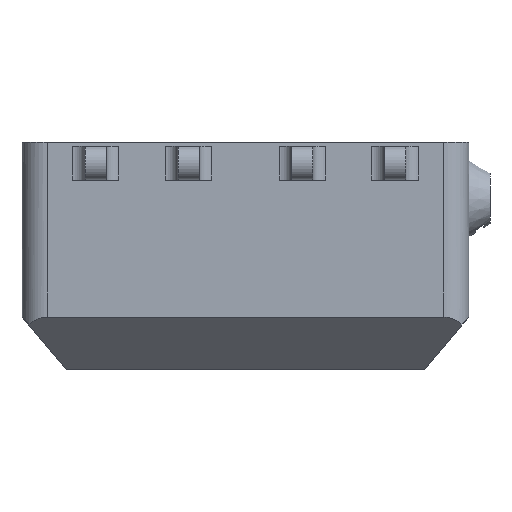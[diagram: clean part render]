
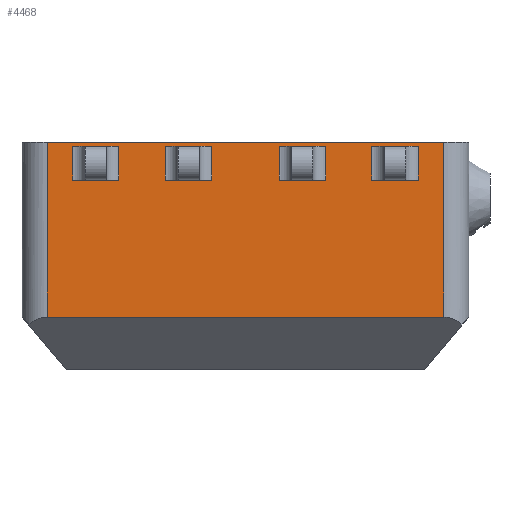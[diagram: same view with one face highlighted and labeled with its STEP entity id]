
A CAD part, left-side view. The second image highlights one B-rep face of the part: STEP entity #4468.
In plain terms, the highlighted planar face has unit normal (-1, 0, 0).
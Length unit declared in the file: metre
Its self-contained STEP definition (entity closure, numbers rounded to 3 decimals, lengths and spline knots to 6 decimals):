
#445=ORIENTED_EDGE('',*,*,#1765,.T.);
#446=ORIENTED_EDGE('',*,*,#1766,.T.);
#447=ORIENTED_EDGE('',*,*,#1767,.F.);
#448=ORIENTED_EDGE('',*,*,#1768,.T.);
#449=ORIENTED_EDGE('',*,*,#1769,.T.);
#450=ORIENTED_EDGE('',*,*,#1770,.T.);
#451=ORIENTED_EDGE('',*,*,#1771,.F.);
#452=ORIENTED_EDGE('',*,*,#1772,.T.);
#453=ORIENTED_EDGE('',*,*,#1773,.T.);
#454=ORIENTED_EDGE('',*,*,#1774,.F.);
#455=ORIENTED_EDGE('',*,*,#1775,.T.);
#456=ORIENTED_EDGE('',*,*,#1776,.T.);
#457=ORIENTED_EDGE('',*,*,#1777,.F.);
#458=ORIENTED_EDGE('',*,*,#1778,.T.);
#459=ORIENTED_EDGE('',*,*,#1779,.T.);
#460=ORIENTED_EDGE('',*,*,#1780,.T.);
#461=ORIENTED_EDGE('',*,*,#1781,.F.);
#462=ORIENTED_EDGE('',*,*,#1782,.T.);
#463=ORIENTED_EDGE('',*,*,#1783,.T.);
#464=ORIENTED_EDGE('',*,*,#1784,.T.);
#1765=EDGE_CURVE('',#2424,#2425,#2839,.T.);
#1766=EDGE_CURVE('',#2425,#2426,#2840,.F.);
#1767=EDGE_CURVE('',#2427,#2426,#2841,.T.);
#1768=EDGE_CURVE('',#2427,#2424,#2842,.T.);
#1769=EDGE_CURVE('',#2428,#2429,#2843,.T.);
#1770=EDGE_CURVE('',#2429,#2430,#2844,.F.);
#1771=EDGE_CURVE('',#2431,#2430,#2845,.T.);
#1772=EDGE_CURVE('',#2431,#2428,#2846,.T.);
#1773=EDGE_CURVE('',#2432,#2433,#2847,.F.);
#1774=EDGE_CURVE('',#2434,#2433,#2848,.T.);
#1775=EDGE_CURVE('',#2434,#2435,#2849,.T.);
#1776=EDGE_CURVE('',#2435,#2432,#2850,.F.);
#1777=EDGE_CURVE('',#2436,#2437,#2851,.T.);
#1778=EDGE_CURVE('',#2436,#2438,#2852,.F.);
#1779=EDGE_CURVE('',#2438,#2439,#2853,.T.);
#1780=EDGE_CURVE('',#2439,#2437,#2854,.T.);
#1781=EDGE_CURVE('',#2440,#2441,#2855,.T.);
#1782=EDGE_CURVE('',#2440,#2442,#2856,.F.);
#1783=EDGE_CURVE('',#2442,#2443,#2857,.T.);
#1784=EDGE_CURVE('',#2443,#2441,#2858,.T.);
#2424=VERTEX_POINT('',#6809);
#2425=VERTEX_POINT('',#6810);
#2426=VERTEX_POINT('',#6812);
#2427=VERTEX_POINT('',#6814);
#2428=VERTEX_POINT('',#6817);
#2429=VERTEX_POINT('',#6818);
#2430=VERTEX_POINT('',#6820);
#2431=VERTEX_POINT('',#6822);
#2432=VERTEX_POINT('',#6825);
#2433=VERTEX_POINT('',#6826);
#2434=VERTEX_POINT('',#6828);
#2435=VERTEX_POINT('',#6830);
#2436=VERTEX_POINT('',#6833);
#2437=VERTEX_POINT('',#6834);
#2438=VERTEX_POINT('',#6836);
#2439=VERTEX_POINT('',#6838);
#2440=VERTEX_POINT('',#6841);
#2441=VERTEX_POINT('',#6842);
#2442=VERTEX_POINT('',#6844);
#2443=VERTEX_POINT('',#6846);
#2839=LINE('',#6808,#3287);
#2840=LINE('',#6811,#3288);
#2841=LINE('',#6813,#3289);
#2842=LINE('',#6815,#3290);
#2843=LINE('',#6816,#3291);
#2844=LINE('',#6819,#3292);
#2845=LINE('',#6821,#3293);
#2846=LINE('',#6823,#3294);
#2847=LINE('',#6824,#3295);
#2848=LINE('',#6827,#3296);
#2849=LINE('',#6829,#3297);
#2850=LINE('',#6831,#3298);
#2851=LINE('',#6832,#3299);
#2852=LINE('',#6835,#3300);
#2853=LINE('',#6837,#3301);
#2854=LINE('',#6839,#3302);
#2855=LINE('',#6840,#3303);
#2856=LINE('',#6843,#3304);
#2857=LINE('',#6845,#3305);
#2858=LINE('',#6847,#3306);
#3287=VECTOR('',#5364,1.);
#3288=VECTOR('',#5365,1.);
#3289=VECTOR('',#5366,1.);
#3290=VECTOR('',#5367,1.);
#3291=VECTOR('',#5368,1.);
#3292=VECTOR('',#5369,1.);
#3293=VECTOR('',#5370,1.);
#3294=VECTOR('',#5371,1.);
#3295=VECTOR('',#5372,1.);
#3296=VECTOR('',#5373,1.);
#3297=VECTOR('',#5374,1.);
#3298=VECTOR('',#5375,1.);
#3299=VECTOR('',#5376,1.);
#3300=VECTOR('',#5377,1.);
#3301=VECTOR('',#5378,1.);
#3302=VECTOR('',#5379,1.);
#3303=VECTOR('',#5380,1.);
#3304=VECTOR('',#5381,1.);
#3305=VECTOR('',#5382,1.);
#3306=VECTOR('',#5383,1.);
#3670=EDGE_LOOP('',(#445,#446,#447,#448));
#3671=EDGE_LOOP('',(#449,#450,#451,#452));
#3672=EDGE_LOOP('',(#453,#454,#455,#456));
#3673=EDGE_LOOP('',(#457,#458,#459,#460));
#3674=EDGE_LOOP('',(#461,#462,#463,#464));
#3998=FACE_BOUND('',#3670,.T.);
#3999=FACE_BOUND('',#3671,.T.);
#4000=FACE_BOUND('',#3672,.T.);
#4001=FACE_BOUND('',#3673,.T.);
#4002=FACE_BOUND('',#3674,.T.);
#4311=PLANE('',#4768);
#4468=ADVANCED_FACE('',(#3998,#3999,#4000,#4001,#4002),#4311,.F.);
#4768=AXIS2_PLACEMENT_3D('',#6807,#5362,#5363);
#5362=DIRECTION('',(1.,0.,0.));
#5363=DIRECTION('',(0.,1.,0.));
#5364=DIRECTION('',(0.,-1.,0.));
#5365=DIRECTION('',(0.,0.,1.));
#5366=DIRECTION('',(0.,-1.,0.));
#5367=DIRECTION('',(0.,0.,1.));
#5368=DIRECTION('',(0.,-1.,0.));
#5369=DIRECTION('',(0.,0.,1.));
#5370=DIRECTION('',(0.,-1.,0.));
#5371=DIRECTION('',(0.,0.,1.));
#5372=DIRECTION('',(0.,0.,-1.));
#5373=DIRECTION('',(0.,-1.,0.));
#5374=DIRECTION('',(0.,0.,-1.));
#5375=DIRECTION('',(0.,1.,0.));
#5376=DIRECTION('',(0.,1.,0.));
#5377=DIRECTION('',(0.,0.,1.));
#5378=DIRECTION('',(0.,1.,0.));
#5379=DIRECTION('',(0.,0.,1.));
#5380=DIRECTION('',(0.,1.,0.));
#5381=DIRECTION('',(0.,0.,1.));
#5382=DIRECTION('',(0.,1.,0.));
#5383=DIRECTION('',(0.,0.,1.));
#6807=CARTESIAN_POINT('',(-0.035,0.,0.008));
#6808=CARTESIAN_POINT('',(-0.035,-0.011,0.035));
#6809=CARTESIAN_POINT('',(-0.035,-0.008,0.035));
#6810=CARTESIAN_POINT('',(-0.035,-0.019,0.035));
#6811=CARTESIAN_POINT('',(-0.035,-0.019,0.027));
#6812=CARTESIAN_POINT('',(-0.035,-0.019,0.027));
#6813=CARTESIAN_POINT('',(-0.035,-0.011,0.027));
#6814=CARTESIAN_POINT('',(-0.035,-0.008,0.027));
#6815=CARTESIAN_POINT('',(-0.035,-0.008,0.008));
#6816=CARTESIAN_POINT('',(-0.035,-0.033,0.035));
#6817=CARTESIAN_POINT('',(-0.035,-0.03,0.035));
#6818=CARTESIAN_POINT('',(-0.035,-0.041,0.035));
#6819=CARTESIAN_POINT('',(-0.035,-0.041,0.027));
#6820=CARTESIAN_POINT('',(-0.035,-0.041,0.027));
#6821=CARTESIAN_POINT('',(-0.035,-0.033,0.027));
#6822=CARTESIAN_POINT('',(-0.035,-0.03,0.027));
#6823=CARTESIAN_POINT('',(-0.035,-0.03,0.008));
#6824=CARTESIAN_POINT('',(-0.035,-0.047,0.008));
#6825=CARTESIAN_POINT('',(-0.035,-0.047,-0.0055));
#6826=CARTESIAN_POINT('',(-0.035,-0.047,0.036));
#6827=CARTESIAN_POINT('',(-0.035,0.,0.036));
#6828=CARTESIAN_POINT('',(-0.035,0.047,0.036));
#6829=CARTESIAN_POINT('',(-0.035,0.047,-0.0054));
#6830=CARTESIAN_POINT('',(-0.035,0.047,-0.0055));
#6831=CARTESIAN_POINT('',(-0.035,0.,-0.0055));
#6832=CARTESIAN_POINT('',(-0.035,0.033,0.035));
#6833=CARTESIAN_POINT('',(-0.035,0.03,0.035));
#6834=CARTESIAN_POINT('',(-0.035,0.041,0.035));
#6835=CARTESIAN_POINT('',(-0.035,0.03,0.027));
#6836=CARTESIAN_POINT('',(-0.035,0.03,0.027));
#6837=CARTESIAN_POINT('',(-0.035,0.033,0.027));
#6838=CARTESIAN_POINT('',(-0.035,0.041,0.027));
#6839=CARTESIAN_POINT('',(-0.035,0.041,0.008));
#6840=CARTESIAN_POINT('',(-0.035,0.011,0.035));
#6841=CARTESIAN_POINT('',(-0.035,0.008,0.035));
#6842=CARTESIAN_POINT('',(-0.035,0.019,0.035));
#6843=CARTESIAN_POINT('',(-0.035,0.008,0.027));
#6844=CARTESIAN_POINT('',(-0.035,0.008,0.027));
#6845=CARTESIAN_POINT('',(-0.035,0.011,0.027));
#6846=CARTESIAN_POINT('',(-0.035,0.019,0.027));
#6847=CARTESIAN_POINT('',(-0.035,0.019,0.008));
